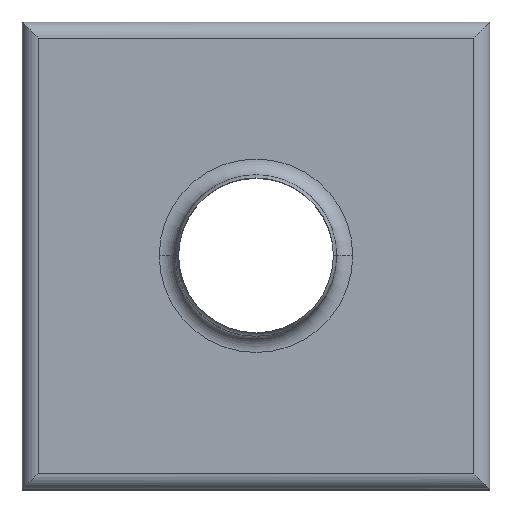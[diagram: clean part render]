
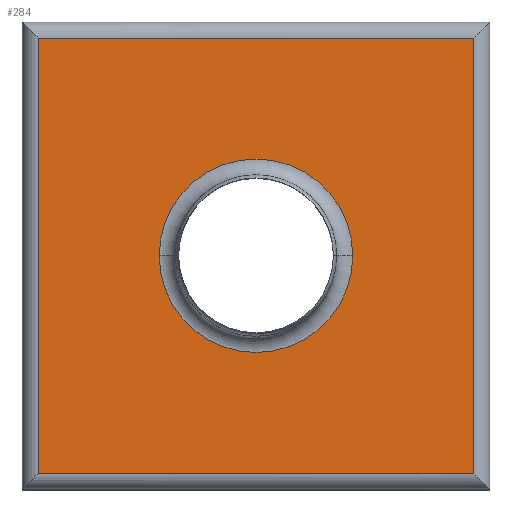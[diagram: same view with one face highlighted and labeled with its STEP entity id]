
A CAD part, top view. The second image highlights one B-rep face of the part: STEP entity #284.
In plain terms, the highlighted planar face has unit normal (0, 0, 1).
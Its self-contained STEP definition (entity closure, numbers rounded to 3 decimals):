
#23 = DIRECTION ( 'NONE',  ( 0., -1., 0. ) ) ;
#62 = EDGE_CURVE ( 'NONE', #1201, #464, #1202, .T. ) ;
#64 = ORIENTED_EDGE ( 'NONE', *, *, #292, .T. ) ;
#80 = CARTESIAN_POINT ( 'NONE',  ( -1., -1., 15. ) ) ;
#150 = AXIS2_PLACEMENT_3D ( 'NONE', #342, #756, #557 ) ;
#163 = EDGE_CURVE ( 'NONE', #443, #907, #229, .T. ) ;
#179 = ORIENTED_EDGE ( 'NONE', *, *, #486, .T. ) ;
#206 = VECTOR ( 'NONE', #511, 1000. ) ;
#215 = VERTEX_POINT ( 'NONE', #419 ) ;
#228 = EDGE_CURVE ( 'NONE', #907, #215, #819, .T. ) ;
#229 = LINE ( 'NONE', #430, #476 ) ;
#236 = CARTESIAN_POINT ( 'NONE',  ( -28., 0., 15. ) ) ;
#245 = EDGE_LOOP ( 'NONE', ( #362, #64 ) ) ;
#264 = VERTEX_POINT ( 'NONE', #638 ) ;
#281 = CARTESIAN_POINT ( 'NONE',  ( -14.5, -14.5, 15. ) ) ;
#284 = ADVANCED_FACE ( 'NONE', ( #562, #329 ), #948, .F. ) ;
#292 = EDGE_CURVE ( 'NONE', #464, #1201, #619, .T. ) ;
#298 = CARTESIAN_POINT ( 'NONE',  ( -28., -1., 15. ) ) ;
#329 = FACE_BOUND ( 'NONE', #245, .T. ) ;
#342 = CARTESIAN_POINT ( 'NONE',  ( -14.5, -14.5, 15. ) ) ;
#357 = VECTOR ( 'NONE', #862, 1000. ) ;
#362 = ORIENTED_EDGE ( 'NONE', *, *, #62, .T. ) ;
#368 = LINE ( 'NONE', #1059, #357 ) ;
#385 = LINE ( 'NONE', #787, #206 ) ;
#391 = ORIENTED_EDGE ( 'NONE', *, *, #1087, .T. ) ;
#419 = CARTESIAN_POINT ( 'NONE',  ( -28., -28., 15. ) ) ;
#426 = CARTESIAN_POINT ( 'NONE',  ( 0., 0., 15. ) ) ;
#430 = CARTESIAN_POINT ( 'NONE',  ( 0., -1., 15. ) ) ;
#443 = VERTEX_POINT ( 'NONE', #80 ) ;
#457 = VECTOR ( 'NONE', #23, 1000. ) ;
#464 = VERTEX_POINT ( 'NONE', #1073 ) ;
#476 = VECTOR ( 'NONE', #712, 1000. ) ;
#482 = DIRECTION ( 'NONE',  ( -1., 0., 0. ) ) ;
#486 = EDGE_CURVE ( 'NONE', #264, #443, #385, .T. ) ;
#511 = DIRECTION ( 'NONE',  ( 0., 1., 0. ) ) ;
#557 = DIRECTION ( 'NONE',  ( -1., 0., 0. ) ) ;
#562 = FACE_OUTER_BOUND ( 'NONE', #1118, .T. ) ;
#619 = CIRCLE ( 'NONE', #150, 6. ) ;
#638 = CARTESIAN_POINT ( 'NONE',  ( -1., -28., 15. ) ) ;
#662 = AXIS2_PLACEMENT_3D ( 'NONE', #281, #701, #482 ) ;
#701 = DIRECTION ( 'NONE',  ( 0., 0., -1. ) ) ;
#712 = DIRECTION ( 'NONE',  ( -1., 0., 0. ) ) ;
#717 = ORIENTED_EDGE ( 'NONE', *, *, #228, .T. ) ;
#732 = DIRECTION ( 'NONE',  ( -1., 0., 0. ) ) ;
#756 = DIRECTION ( 'NONE',  ( 0., 0., -1. ) ) ;
#787 = CARTESIAN_POINT ( 'NONE',  ( -1., 0., 15. ) ) ;
#819 = LINE ( 'NONE', #236, #457 ) ;
#862 = DIRECTION ( 'NONE',  ( 1., 0., 0. ) ) ;
#893 = AXIS2_PLACEMENT_3D ( 'NONE', #426, #1230, #732 ) ;
#907 = VERTEX_POINT ( 'NONE', #298 ) ;
#948 = PLANE ( 'NONE',  #893 ) ;
#1059 = CARTESIAN_POINT ( 'NONE',  ( 0., -28., 15. ) ) ;
#1073 = CARTESIAN_POINT ( 'NONE',  ( -8.5, -14.5, 15. ) ) ;
#1087 = EDGE_CURVE ( 'NONE', #215, #264, #368, .T. ) ;
#1109 = ORIENTED_EDGE ( 'NONE', *, *, #163, .T. ) ;
#1118 = EDGE_LOOP ( 'NONE', ( #717, #391, #179, #1109 ) ) ;
#1133 = CARTESIAN_POINT ( 'NONE',  ( -20.5, -14.5, 15. ) ) ;
#1201 = VERTEX_POINT ( 'NONE', #1133 ) ;
#1202 = CIRCLE ( 'NONE', #662, 6. ) ;
#1230 = DIRECTION ( 'NONE',  ( 0., 0., -1. ) ) ;
